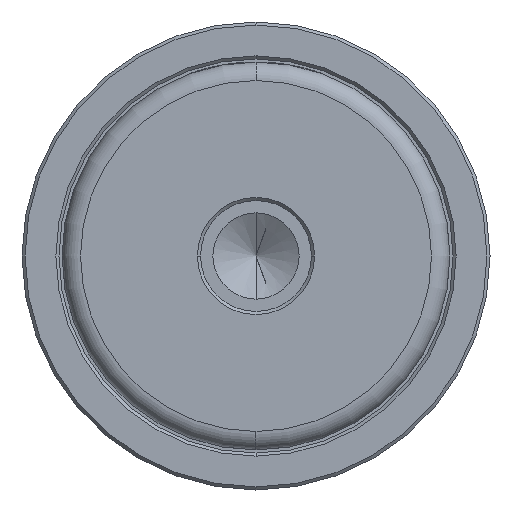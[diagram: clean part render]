
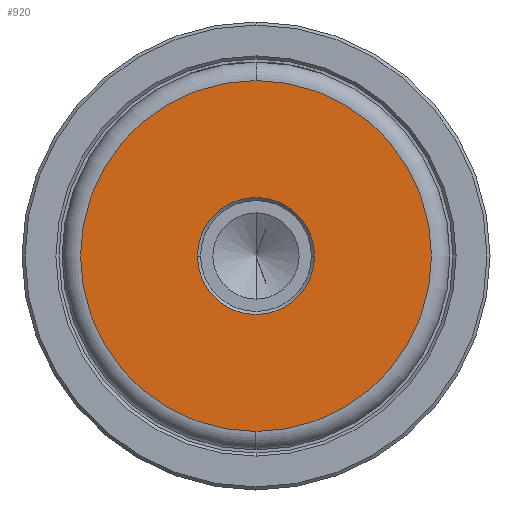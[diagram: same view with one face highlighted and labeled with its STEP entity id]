
A CAD part, left-side view. The second image highlights one B-rep face of the part: STEP entity #920.
In plain terms, the highlighted planar face has unit normal (-1, 0, 0).
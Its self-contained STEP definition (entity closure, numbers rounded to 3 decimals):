
#34 = CARTESIAN_POINT ( 'NONE',  ( 0., 0., 0. ) ) ;
#36 = ORIENTED_EDGE ( 'NONE', *, *, #430, .T. ) ;
#133 = FACE_OUTER_BOUND ( 'NONE', #212, .T. ) ;
#198 = FACE_BOUND ( 'NONE', #1834, .T. ) ;
#206 = CARTESIAN_POINT ( 'NONE',  ( 0., 0., 28.497 ) ) ;
#212 = EDGE_LOOP ( 'NONE', ( #36, #2155 ) ) ;
#235 = DIRECTION ( 'NONE',  ( 0., 0., 1. ) ) ;
#366 = ORIENTED_EDGE ( 'NONE', *, *, #1774, .T. ) ;
#387 = CARTESIAN_POINT ( 'NONE',  ( 0., 9.5, 0. ) ) ;
#430 = EDGE_CURVE ( 'NONE', #1554, #1717, #1692, .T. ) ;
#657 = AXIS2_PLACEMENT_3D ( 'NONE', #2237, #1021, #2435 ) ;
#663 = CARTESIAN_POINT ( 'NONE',  ( 0., 0., 0. ) ) ;
#699 = DIRECTION ( 'NONE',  ( 0., 0., 1. ) ) ;
#795 = CIRCLE ( 'NONE', #657, 9.5 ) ;
#862 = DIRECTION ( 'NONE',  ( 0., 0., 1. ) ) ;
#914 = AXIS2_PLACEMENT_3D ( 'NONE', #663, #2074, #862 ) ;
#920 = ADVANCED_FACE ( 'NONE', ( #198, #133 ), #2506, .T. ) ;
#1021 = DIRECTION ( 'NONE',  ( 1., 0., 0. ) ) ;
#1036 = CARTESIAN_POINT ( 'NONE',  ( 0., 0., 0. ) ) ;
#1220 = EDGE_CURVE ( 'NONE', #1717, #1554, #2647, .T. ) ;
#1239 = DIRECTION ( 'NONE',  ( 0., 0., 1. ) ) ;
#1294 = CARTESIAN_POINT ( 'NONE',  ( 0., 0., 0. ) ) ;
#1458 = DIRECTION ( 'NONE',  ( -1., 0., 0. ) ) ;
#1525 = VERTEX_POINT ( 'NONE', #387 ) ;
#1554 = VERTEX_POINT ( 'NONE', #206 ) ;
#1692 = CIRCLE ( 'NONE', #2255, 28.497 ) ;
#1717 = VERTEX_POINT ( 'NONE', #2615 ) ;
#1774 = EDGE_CURVE ( 'NONE', #1525, #2638, #2191, .T. ) ;
#1828 = ORIENTED_EDGE ( 'NONE', *, *, #2176, .T. ) ;
#1834 = EDGE_LOOP ( 'NONE', ( #1828, #366 ) ) ;
#1900 = DIRECTION ( 'NONE',  ( -1., 0., 0. ) ) ;
#2074 = DIRECTION ( 'NONE',  ( -1., 0., 0. ) ) ;
#2089 = AXIS2_PLACEMENT_3D ( 'NONE', #1294, #1900, #699 ) ;
#2155 = ORIENTED_EDGE ( 'NONE', *, *, #1220, .T. ) ;
#2176 = EDGE_CURVE ( 'NONE', #2638, #1525, #795, .T. ) ;
#2191 = CIRCLE ( 'NONE', #2623, 9.5 ) ;
#2237 = CARTESIAN_POINT ( 'NONE',  ( 0., 0., 0. ) ) ;
#2255 = AXIS2_PLACEMENT_3D ( 'NONE', #34, #1458, #235 ) ;
#2435 = DIRECTION ( 'NONE',  ( 0., 0., 1. ) ) ;
#2449 = DIRECTION ( 'NONE',  ( 1., 0., 0. ) ) ;
#2506 = PLANE ( 'NONE',  #2089 ) ;
#2595 = CARTESIAN_POINT ( 'NONE',  ( 0., -9.5, 0. ) ) ;
#2615 = CARTESIAN_POINT ( 'NONE',  ( 0., 0., -28.497 ) ) ;
#2623 = AXIS2_PLACEMENT_3D ( 'NONE', #1036, #2449, #1239 ) ;
#2638 = VERTEX_POINT ( 'NONE', #2595 ) ;
#2647 = CIRCLE ( 'NONE', #914, 28.497 ) ;
